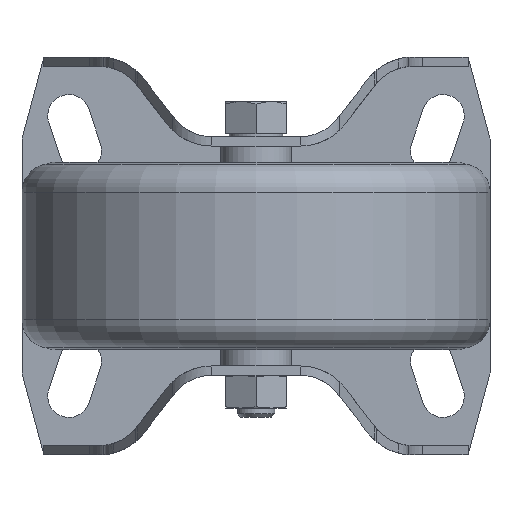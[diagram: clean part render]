
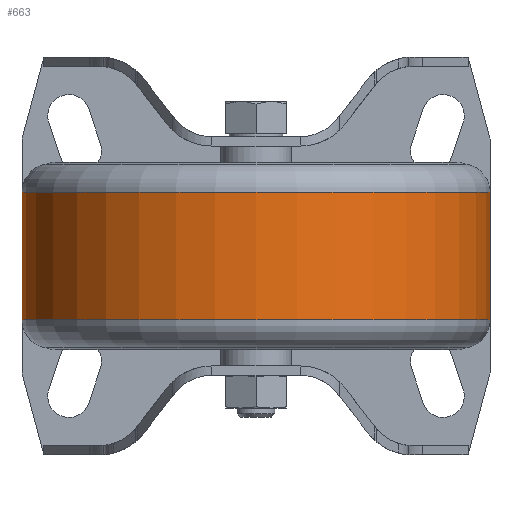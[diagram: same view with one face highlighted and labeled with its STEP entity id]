
A CAD part, front view. The second image highlights one B-rep face of the part: STEP entity #663.
In plain terms, the highlighted cylindrical face has radius 50 mm (diameter 100 mm), a full revolution.
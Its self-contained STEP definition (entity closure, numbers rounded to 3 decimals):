
#663 = ADVANCED_FACE( '', ( #1453, #1454 ), #1455, .T. );
#1453 = FACE_OUTER_BOUND( '', #2453, .T. );
#1454 = FACE_OUTER_BOUND( '', #2454, .T. );
#1455 = CYLINDRICAL_SURFACE( '', #2455, 50. );
#2453 = EDGE_LOOP( '', ( #4089 ) );
#2454 = EDGE_LOOP( '', ( #4090 ) );
#2455 = AXIS2_PLACEMENT_3D( '', #4091, #4092, #4093 );
#4089 = ORIENTED_EDGE( '', *, *, #6270, .T. );
#4090 = ORIENTED_EDGE( '', *, *, #6271, .F. );
#4091 = CARTESIAN_POINT( '', ( 40., 0., 0. ) );
#4092 = DIRECTION( '', ( -1., 0., 0. ) );
#4093 = DIRECTION( '', ( 0., 0., -1. ) );
#6270 = EDGE_CURVE( '', #7594, #7594, #7595, .T. );
#6271 = EDGE_CURVE( '', #7596, #7596, #7597, .T. );
#7594 = VERTEX_POINT( '', #9509 );
#7595 = CIRCLE( '', #9510, 50. );
#7596 = VERTEX_POINT( '', #9511 );
#7597 = CIRCLE( '', #9512, 50. );
#9509 = CARTESIAN_POINT( '', ( 6.346, 0., -50. ) );
#9510 = AXIS2_PLACEMENT_3D( '', #11070, #11071, #11072 );
#9511 = CARTESIAN_POINT( '', ( 33.654, 0., -50. ) );
#9512 = AXIS2_PLACEMENT_3D( '', #11073, #11074, #11075 );
#11070 = CARTESIAN_POINT( '', ( 6.346, 0., 0. ) );
#11071 = DIRECTION( '', ( 1., 0., 0. ) );
#11072 = DIRECTION( '', ( 0., 0., -1. ) );
#11073 = CARTESIAN_POINT( '', ( 33.654, 0., 0. ) );
#11074 = DIRECTION( '', ( 1., 0., 0. ) );
#11075 = DIRECTION( '', ( 0., 0., -1. ) );
